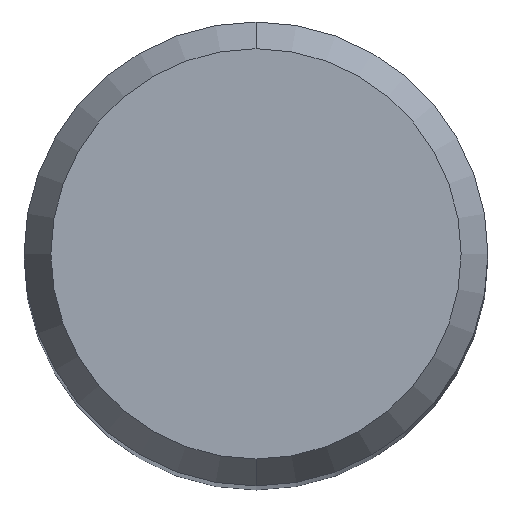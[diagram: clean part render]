
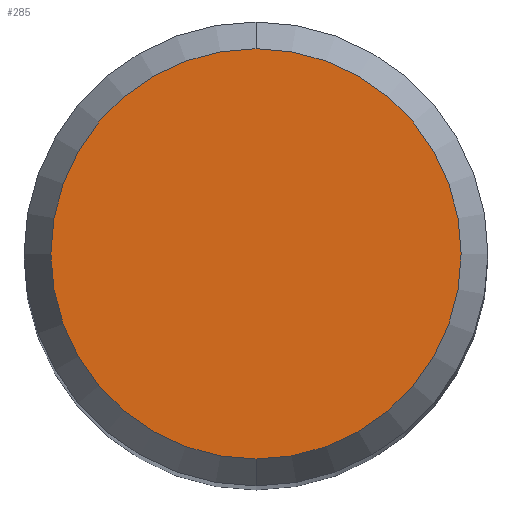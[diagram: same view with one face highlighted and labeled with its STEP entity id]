
A CAD part, top view. The second image highlights one B-rep face of the part: STEP entity #285.
In plain terms, the highlighted planar face has unit normal (0, 0, 1).
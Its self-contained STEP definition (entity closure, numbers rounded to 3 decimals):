
#169=EDGE_CURVE('',#419,#317,#460,.T.);
#245=EDGE_CURVE('',#317,#419,#543,.T.);
#285=ADVANCED_FACE('',(#586),#587,.T.);
#317=VERTEX_POINT('',#621);
#419=VERTEX_POINT('',#736);
#460=CIRCLE('',#772,3.538);
#543=CIRCLE('',#922,3.538);
#586=FACE_OUTER_BOUND('',#1014,.T.);
#587=PLANE('',#1015);
#621=CARTESIAN_POINT('',(0.,-3.538,0.0));
#736=CARTESIAN_POINT('',(0.0,3.538,0.0));
#772=AXIS2_PLACEMENT_3D('',#1391,#1392,#1393);
#922=AXIS2_PLACEMENT_3D('',#1490,#1491,#1492);
#1014=EDGE_LOOP('',(#1536,#1537));
#1015=AXIS2_PLACEMENT_3D('',#1538,#1539,#1540);
#1391=CARTESIAN_POINT('',(0.0,0.0,0.0));
#1392=DIRECTION('',(0.0,0.0,-1.0));
#1393=DIRECTION('',(0.0,1.0,0.0));
#1490=CARTESIAN_POINT('',(0.0,0.0,0.0));
#1491=DIRECTION('',(0.0,0.0,-1.0));
#1492=DIRECTION('',(0.0,1.0,0.0));
#1536=ORIENTED_EDGE('',*,*,#169,.F.);
#1537=ORIENTED_EDGE('',*,*,#245,.F.);
#1538=CARTESIAN_POINT('',(0.0,1.769,0.0));
#1539=DIRECTION('',(-0.0,0.0,1.0));
#1540=DIRECTION('',(0.0,-1.0,0.0));
